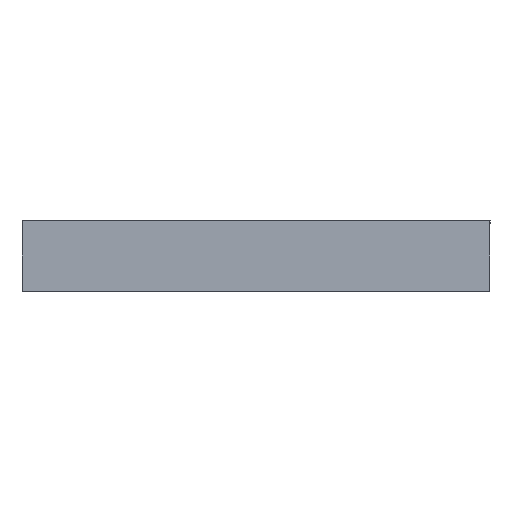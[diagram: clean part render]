
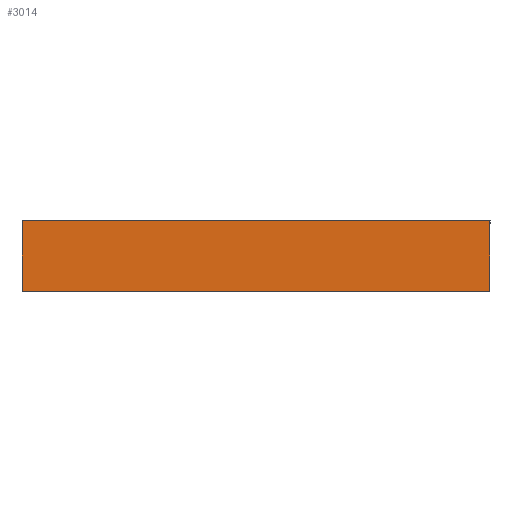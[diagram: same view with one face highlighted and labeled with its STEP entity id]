
A CAD part, front view. The second image highlights one B-rep face of the part: STEP entity #3014.
In plain terms, the highlighted planar face has unit normal (0, -1, 0).
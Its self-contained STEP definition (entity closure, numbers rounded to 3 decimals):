
#115 = CARTESIAN_POINT ( 'NONE',  ( -5., -7.5, 0. ) ) ;
#474 = ORIENTED_EDGE ( 'NONE', *, *, #994, .T. ) ;
#502 = VERTEX_POINT ( 'NONE', #3603 ) ;
#795 = VERTEX_POINT ( 'NONE', #2219 ) ;
#796 = LINE ( 'NONE', #3092, #3313 ) ;
#952 = VERTEX_POINT ( 'NONE', #115 ) ;
#994 = EDGE_CURVE ( 'NONE', #952, #502, #796, .T. ) ;
#1138 = CARTESIAN_POINT ( 'NONE',  ( 5., -7.5, 1.5 ) ) ;
#1164 = LINE ( 'NONE', #2867, #2094 ) ;
#1207 = ORIENTED_EDGE ( 'NONE', *, *, #1644, .F. ) ;
#1308 = EDGE_CURVE ( 'NONE', #1867, #952, #3745, .T. ) ;
#1465 = FACE_OUTER_BOUND ( 'NONE', #1474, .T. ) ;
#1474 = EDGE_LOOP ( 'NONE', ( #474, #1207, #2752, #1799 ) ) ;
#1538 = DIRECTION ( 'NONE',  ( 0., 0., -1. ) ) ;
#1543 = LINE ( 'NONE', #4101, #3800 ) ;
#1548 = AXIS2_PLACEMENT_3D ( 'NONE', #1138, #3706, #2457 ) ;
#1644 = EDGE_CURVE ( 'NONE', #795, #502, #1164, .T. ) ;
#1799 = ORIENTED_EDGE ( 'NONE', *, *, #1308, .T. ) ;
#1867 = VERTEX_POINT ( 'NONE', #3727 ) ;
#2094 = VECTOR ( 'NONE', #1538, 1000. ) ;
#2096 = DIRECTION ( 'NONE',  ( 1., 0., 0. ) ) ;
#2154 = CARTESIAN_POINT ( 'NONE',  ( -5., -7.5, 1.5 ) ) ;
#2212 = DIRECTION ( 'NONE',  ( 1., 0., 0. ) ) ;
#2219 = CARTESIAN_POINT ( 'NONE',  ( 5., -7.5, 1.5 ) ) ;
#2457 = DIRECTION ( 'NONE',  ( -1., 0., 0. ) ) ;
#2468 = DIRECTION ( 'NONE',  ( 0., 0., -1. ) ) ;
#2752 = ORIENTED_EDGE ( 'NONE', *, *, #3643, .F. ) ;
#2867 = CARTESIAN_POINT ( 'NONE',  ( 5., -7.5, 1.5 ) ) ;
#3014 = ADVANCED_FACE ( 'NONE', ( #1465 ), #4047, .F. ) ;
#3092 = CARTESIAN_POINT ( 'NONE',  ( 5., -7.5, 0. ) ) ;
#3313 = VECTOR ( 'NONE', #2096, 1000. ) ;
#3603 = CARTESIAN_POINT ( 'NONE',  ( 5., -7.5, 0. ) ) ;
#3643 = EDGE_CURVE ( 'NONE', #1867, #795, #1543, .T. ) ;
#3706 = DIRECTION ( 'NONE',  ( 0., 1., 0. ) ) ;
#3717 = VECTOR ( 'NONE', #2468, 1000. ) ;
#3727 = CARTESIAN_POINT ( 'NONE',  ( -5., -7.5, 1.5 ) ) ;
#3745 = LINE ( 'NONE', #2154, #3717 ) ;
#3800 = VECTOR ( 'NONE', #2212, 1000. ) ;
#4047 = PLANE ( 'NONE',  #1548 ) ;
#4101 = CARTESIAN_POINT ( 'NONE',  ( 5., -7.5, 1.5 ) ) ;
